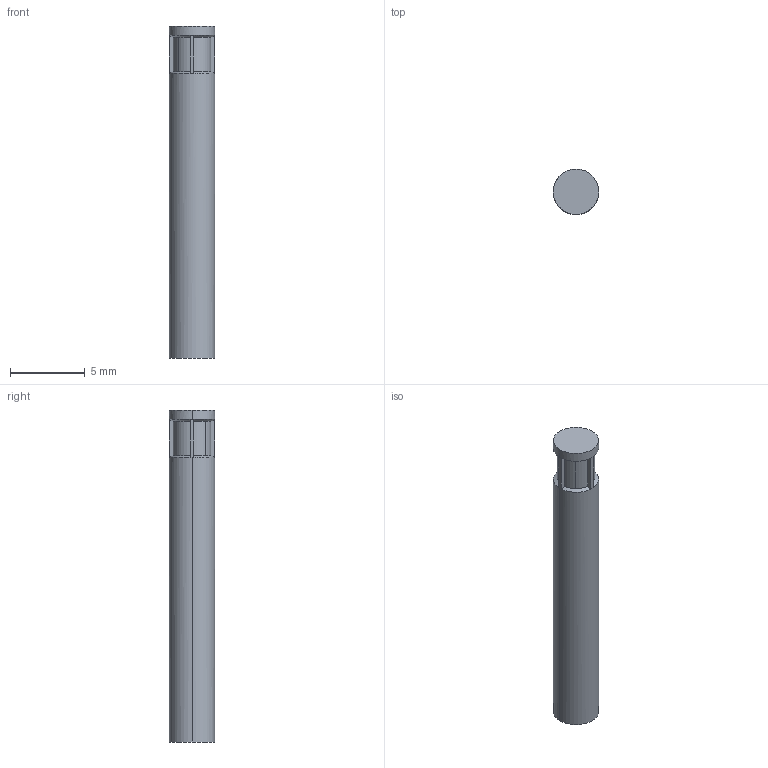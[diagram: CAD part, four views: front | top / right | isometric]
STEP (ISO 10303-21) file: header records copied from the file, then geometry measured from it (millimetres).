
FILE_DESCRIPTION(/* description */ (''),/* implementation_level */ '2;1');
FILE_NAME(/* name */ 'scale bollard with light',/* time_stamp */ '2025-05-21T16:04:52-04:00',/* author */ (''),/* organization */ (''),/* preprocessor_version */ 'ST-DEVELOPER v19.2',/* originating_system */ 'Rhino 8.19',/* authorisation */ '');
FILE_SCHEMA (('CONFIG_CONTROL_DESIGN'));
Length unit declared in the file: inch
Products named in the file (1): Document
Bounding box: 3.04 x 3.04 x 22.23 mm (x, y, z)
Volume: 156.2 mm3; surface area: 254.5 mm2
Topology: 2 solids, 2 shells, 37 faces, 83 edges, 44 vertices
Faces by surface type: plane 19, cylinder 10, bspline 8
Entity records: 1132 total; most frequent: CARTESIAN_POINT 405, ORIENTED_EDGE 166, EDGE_CURVE 83, DIRECTION 79, AXIS2_PLACEMENT_3D 54, VERTEX_POINT 44, ADVANCED_FACE 37, FACE_OUTER_BOUND 37
